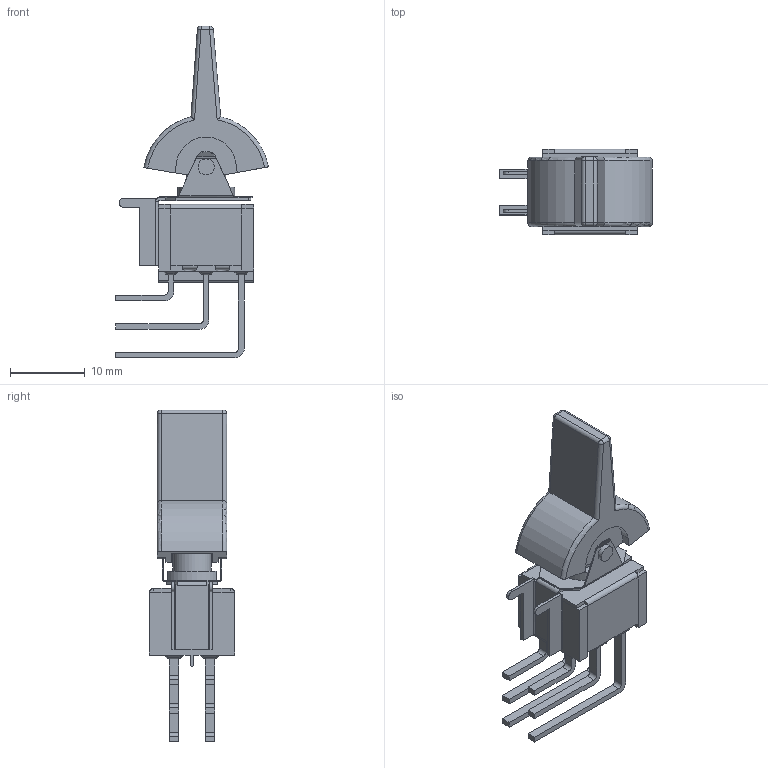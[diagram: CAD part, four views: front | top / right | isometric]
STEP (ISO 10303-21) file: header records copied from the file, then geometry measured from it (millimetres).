
FILE_DESCRIPTION(/* description */ (''),/* implementation_level */ '2;1');
FILE_NAME(/* name */ '300DPxJ2xxxM7xE.stp',/* time_stamp */ '2025-05-07T09:18:32-05:00',/* author */ ('mroman'),/* organization */ (''),/* preprocessor_version */ 'ST-DEVELOPER v18.1',/* originating_system */ 'Autodesk Inventor 2022',/* authorisation */ '');
FILE_SCHEMA (('AUTOMOTIVE_DESIGN { 1 0 10303 214 3 1 1 }'));
Length unit declared in the file: inch
Products named in the file (1): 300DPxJ2xxxM7xE
Bounding box: 20.37 x 11.43 x 44.29 mm (x, y, z)
Volume: 1684.9 mm3; surface area: 3554.5 mm2
Topology: 1 solids, 3 shells, 479 faces, 1232 edges, 757 vertices
Faces by surface type: plane 330, cylinder 117, sphere 28, torus 4
Full cylindrical faces by diameter (mm): 2.15 x4, 3.2 x1, 5.2 x1
Entity records: 14211 total; most frequent: CARTESIAN_POINT 2523, DIRECTION 2412, ORIENTED_EDGE 2408, EDGE_CURVE 1204, LINE 944, VECTOR 944, VERTEX_POINT 757, AXIS2_PLACEMENT_3D 734
